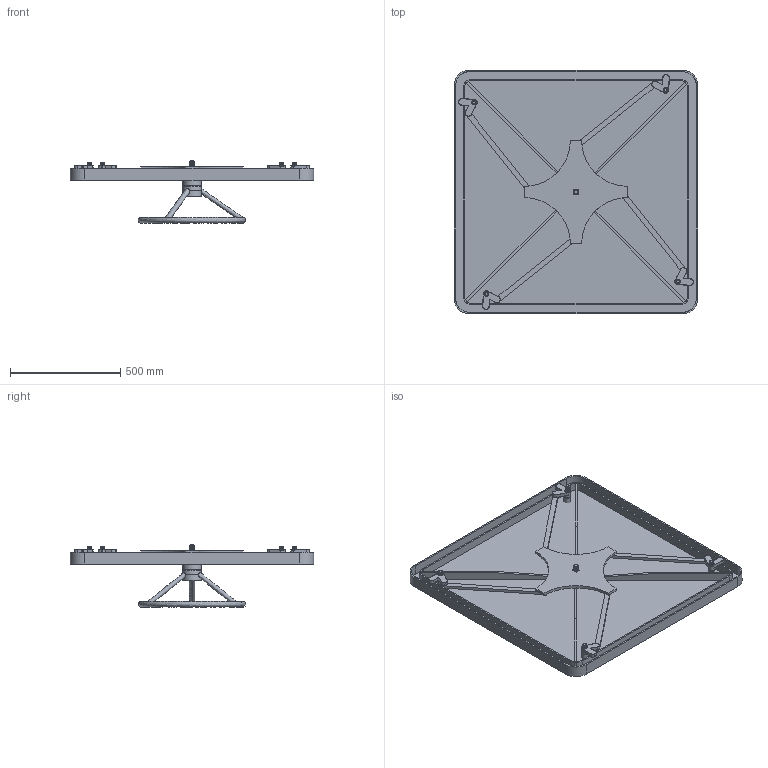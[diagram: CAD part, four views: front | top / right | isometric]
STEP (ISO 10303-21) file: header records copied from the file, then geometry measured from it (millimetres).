
FILE_DESCRIPTION(('FreeCAD Model'),'2;1');
FILE_NAME('Open CASCADE Shape Model','2025-05-03T21:48:08',('FreeCAD'),( 'FreeCAD'),'Open CASCADE STEP processor 7.6','FreeCAD','Unknown');
FILE_SCHEMA(('AUTOMOTIVE_DESIGN { 1 0 10303 214 1 1 1 1 }'));
Length unit declared in the file: millimetre
Products named in the file (1): Open CASCADE STEP translator 7.6 1
Bounding box: 1102.24 x 1102.24 x 281.04 mm (x, y, z)
Volume: 14967531.8 mm3; surface area: 4071020.3 mm2
Topology: 22 solids, 22 shells, 405 faces, 929 edges, 589 vertices
Faces by surface type: bspline 405
Entity records: 22631 total; most frequent: CARTESIAN_POINT 17090, ORIENTED_EDGE 1858, EDGE_CURVE 929, VERTEX_POINT 589, B_SPLINE_CURVE_WITH_KNOTS 563, FACE_BOUND 474, EDGE_LOOP 474, ADVANCED_FACE 405
